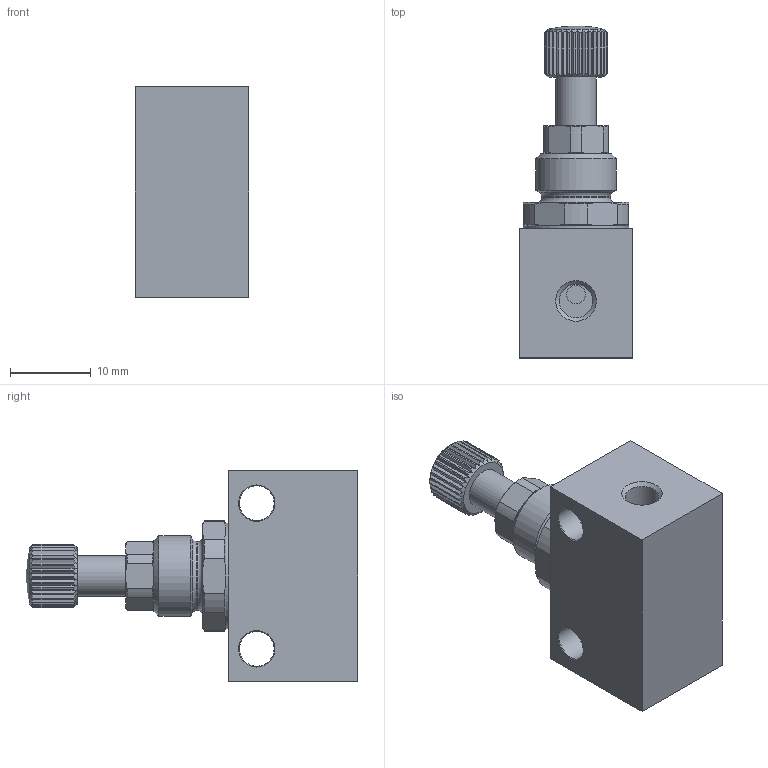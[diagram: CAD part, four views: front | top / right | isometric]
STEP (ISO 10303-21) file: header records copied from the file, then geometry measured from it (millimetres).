
FILE_DESCRIPTION(/* description */ ('STEP AP214'),/* implementation_level */ '2;1');
FILE_NAME(/* name */ '151213_GR-M5-B',/* time_stamp */ '2024-08-22T08:43:00+02:00',/* author */ ('License CC BY-ND 4.0'),/* organization */ ('CADENAS'),/* preprocessor_version */ 'ST-DEVELOPER v19.3',/* originating_system */ 'PARTsolutions',/* authorisation */ ' ');
FILE_SCHEMA (('AUTOMOTIVE_DESIGN {1 0 10303 214 3 1 1}'));
Length unit declared in the file: millimetre
Products named in the file (1): 151213 GR-M5-B---(0)
Bounding box: 14 x 41 x 26 mm (x, y, z)
Volume: 6626.8 mm3; surface area: 3374.3 mm2
Topology: 1 solids, 1 shells, 184 faces, 489 edges, 314 vertices
Faces by surface type: plane 91, cylinder 55, cone 35, torus 2, sphere 1
Full cylindrical faces by diameter (mm): 2.3 x2, 4.134 x2, 4.3 x2, 5 x1, 8.5 x1, 10 x1, 13 x1
Entity records: 5737 total; most frequent: CARTESIAN_POINT 1493, ORIENTED_EDGE 918, DIRECTION 793, EDGE_CURVE 459, AXIS2_PLACEMENT_3D 329, VERTEX_POINT 309, FACE_BOUND 220, EDGE_LOOP 219
